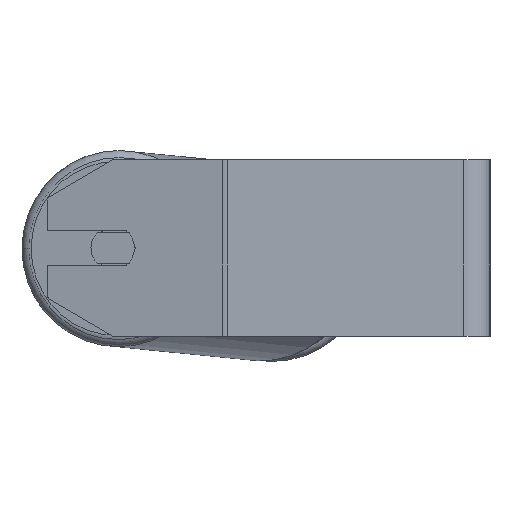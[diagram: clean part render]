
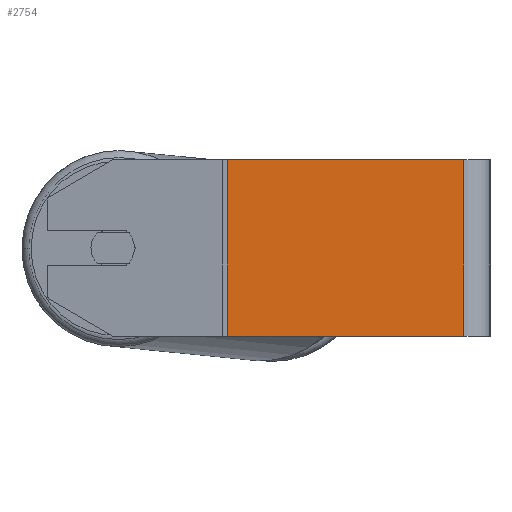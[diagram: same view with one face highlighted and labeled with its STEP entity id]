
A CAD part, left-side view. The second image highlights one B-rep face of the part: STEP entity #2754.
In plain terms, the highlighted planar face has unit normal (-1, 0, 0).
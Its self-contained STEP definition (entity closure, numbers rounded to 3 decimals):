
#244 = CARTESIAN_POINT ( 'NONE',  ( -620., 12., 40. ) ) ;
#943 = VERTEX_POINT ( 'NONE', #1876 ) ;
#1186 = AXIS2_PLACEMENT_3D ( 'NONE', #5510, #8228, #2086 ) ;
#1569 = EDGE_LOOP ( 'NONE', ( #5248, #7159, #7790, #7827 ) ) ;
#1874 = LINE ( 'NONE', #3911, #6965 ) ;
#1876 = CARTESIAN_POINT ( 'NONE',  ( -620., 119.289, -40. ) ) ;
#1990 = EDGE_CURVE ( 'NONE', #943, #3229, #1874, .T. ) ;
#2086 = DIRECTION ( 'NONE',  ( 0., 0., -1. ) ) ;
#2285 = DIRECTION ( 'NONE',  ( 0., -1., 0. ) ) ;
#2330 = CARTESIAN_POINT ( 'NONE',  ( -620., 120.339, 40. ) ) ;
#2412 = CARTESIAN_POINT ( 'NONE',  ( -620., 119.289, 40. ) ) ;
#2754 = ADVANCED_FACE ( 'NONE', ( #5428 ), #7489, .F. ) ;
#3229 = VERTEX_POINT ( 'NONE', #5010 ) ;
#3878 = EDGE_CURVE ( 'NONE', #4574, #3229, #7299, .T. ) ;
#3893 = DIRECTION ( 'NONE',  ( 0., 0., -1. ) ) ;
#3911 = CARTESIAN_POINT ( 'NONE',  ( -620., 120.339, -40. ) ) ;
#3930 = CARTESIAN_POINT ( 'NONE',  ( -620., 12., 40. ) ) ;
#4559 = CARTESIAN_POINT ( 'NONE',  ( -620., 119.289, 40. ) ) ;
#4574 = VERTEX_POINT ( 'NONE', #244 ) ;
#4629 = DIRECTION ( 'NONE',  ( 0., -1., 0. ) ) ;
#4808 = EDGE_CURVE ( 'NONE', #4952, #4574, #7088, .T. ) ;
#4887 = VECTOR ( 'NONE', #3893, 1000. ) ;
#4952 = VERTEX_POINT ( 'NONE', #2412 ) ;
#5010 = CARTESIAN_POINT ( 'NONE',  ( -620., 12., -40. ) ) ;
#5217 = LINE ( 'NONE', #4559, #4887 ) ;
#5248 = ORIENTED_EDGE ( 'NONE', *, *, #1990, .T. ) ;
#5428 = FACE_OUTER_BOUND ( 'NONE', #1569, .T. ) ;
#5510 = CARTESIAN_POINT ( 'NONE',  ( -620., 120.339, 40. ) ) ;
#6143 = VECTOR ( 'NONE', #2285, 1000. ) ;
#6569 = DIRECTION ( 'NONE',  ( 0., 0., -1. ) ) ;
#6965 = VECTOR ( 'NONE', #4629, 1000. ) ;
#7088 = LINE ( 'NONE', #2330, #6143 ) ;
#7159 = ORIENTED_EDGE ( 'NONE', *, *, #3878, .F. ) ;
#7299 = LINE ( 'NONE', #3930, #8130 ) ;
#7489 = PLANE ( 'NONE',  #1186 ) ;
#7790 = ORIENTED_EDGE ( 'NONE', *, *, #4808, .F. ) ;
#7827 = ORIENTED_EDGE ( 'NONE', *, *, #8255, .T. ) ;
#8130 = VECTOR ( 'NONE', #6569, 1000. ) ;
#8228 = DIRECTION ( 'NONE',  ( 1., 0., 0. ) ) ;
#8255 = EDGE_CURVE ( 'NONE', #4952, #943, #5217, .T. ) ;
